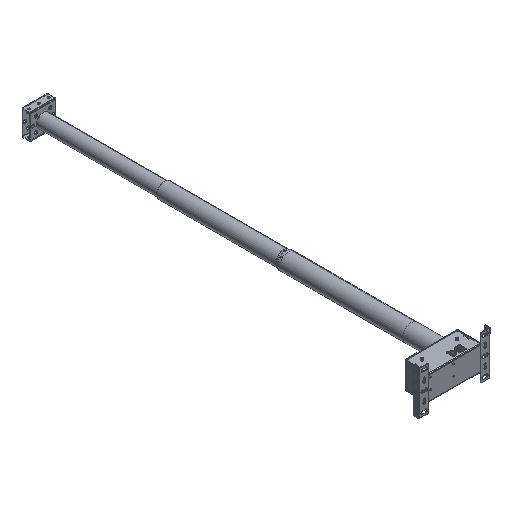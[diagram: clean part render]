
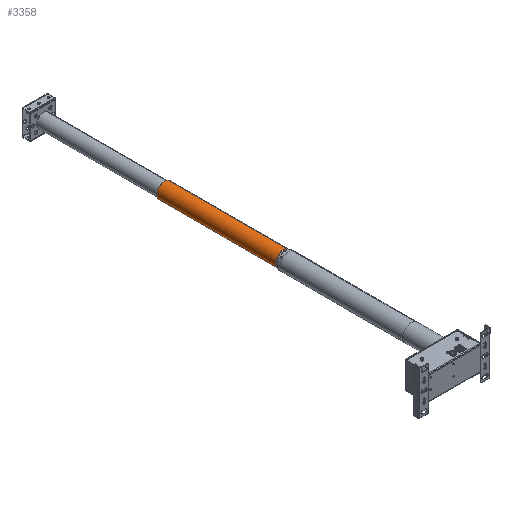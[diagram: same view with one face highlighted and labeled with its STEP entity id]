
A CAD part, isometric view. The second image highlights one B-rep face of the part: STEP entity #3358.
In plain terms, the highlighted cylindrical face has radius 31.75 mm (diameter 63.5 mm), a partial arc.
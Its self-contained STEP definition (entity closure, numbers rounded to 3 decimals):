
#1710 = CARTESIAN_POINT ( 'NONE',  ( 179.718, 1157.7, 79.227 ) ) ;
#2090 = ORIENTED_EDGE ( 'NONE', *, *, #9352, .F. ) ;
#2166 = DIRECTION ( 'NONE',  ( 0., -1., 0. ) ) ;
#3358 = ADVANCED_FACE ( 'NONE', ( #23136 ), #21317, .T. ) ;
#3576 = CARTESIAN_POINT ( 'NONE',  ( 164.25, 1157.7, 51.5 ) ) ;
#3852 = AXIS2_PLACEMENT_3D ( 'NONE', #13200, #11413, #22857 ) ;
#4749 = LINE ( 'NONE', #6644, #22285 ) ;
#4940 = ORIENTED_EDGE ( 'NONE', *, *, #12297, .T. ) ;
#6125 = VECTOR ( 'NONE', #2166, 1000. ) ;
#6430 = AXIS2_PLACEMENT_3D ( 'NONE', #15358, #11406, #11499 ) ;
#6644 = CARTESIAN_POINT ( 'NONE',  ( 148.782, 138.8, 23.773 ) ) ;
#7053 = EDGE_CURVE ( 'NONE', #24757, #17392, #20682, .T. ) ;
#7177 = CIRCLE ( 'NONE', #6430, 31.75 ) ;
#9352 = EDGE_CURVE ( 'NONE', #24757, #10365, #22119, .T. ) ;
#10365 = VERTEX_POINT ( 'NONE', #20224 ) ;
#11352 = ORIENTED_EDGE ( 'NONE', *, *, #14981, .F. ) ;
#11406 = DIRECTION ( 'NONE',  ( 0., -1., 0. ) ) ;
#11413 = DIRECTION ( 'NONE',  ( 0., -1., 0. ) ) ;
#11499 = DIRECTION ( 'NONE',  ( -0.487, 0., -0.873 ) ) ;
#12297 = EDGE_CURVE ( 'NONE', #17392, #24451, #4749, .T. ) ;
#13200 = CARTESIAN_POINT ( 'NONE',  ( 164.25, 138.8, 51.5 ) ) ;
#14163 = CARTESIAN_POINT ( 'NONE',  ( 179.718, 138.8, 79.227 ) ) ;
#14981 = EDGE_CURVE ( 'NONE', #10365, #24451, #7177, .T. ) ;
#15358 = CARTESIAN_POINT ( 'NONE',  ( 164.25, 657.7, 51.5 ) ) ;
#15446 = DIRECTION ( 'NONE',  ( 0., -1., 0. ) ) ;
#17218 = EDGE_LOOP ( 'NONE', ( #2090, #18627, #4940, #11352 ) ) ;
#17392 = VERTEX_POINT ( 'NONE', #21610 ) ;
#18323 = DIRECTION ( 'NONE',  ( 0., -1., 0. ) ) ;
#18627 = ORIENTED_EDGE ( 'NONE', *, *, #7053, .T. ) ;
#18884 = AXIS2_PLACEMENT_3D ( 'NONE', #3576, #15446, #23030 ) ;
#20224 = CARTESIAN_POINT ( 'NONE',  ( 179.718, 657.7, 79.227 ) ) ;
#20682 = CIRCLE ( 'NONE', #18884, 31.75 ) ;
#21317 = CYLINDRICAL_SURFACE ( 'NONE', #3852, 31.75 ) ;
#21610 = CARTESIAN_POINT ( 'NONE',  ( 148.782, 1157.7, 23.773 ) ) ;
#21978 = CARTESIAN_POINT ( 'NONE',  ( 148.782, 657.7, 23.773 ) ) ;
#22119 = LINE ( 'NONE', #14163, #6125 ) ;
#22285 = VECTOR ( 'NONE', #18323, 1000. ) ;
#22857 = DIRECTION ( 'NONE',  ( -0.487, 0., -0.873 ) ) ;
#23030 = DIRECTION ( 'NONE',  ( -0.487, 0., -0.873 ) ) ;
#23136 = FACE_OUTER_BOUND ( 'NONE', #17218, .T. ) ;
#24451 = VERTEX_POINT ( 'NONE', #21978 ) ;
#24757 = VERTEX_POINT ( 'NONE', #1710 ) ;
